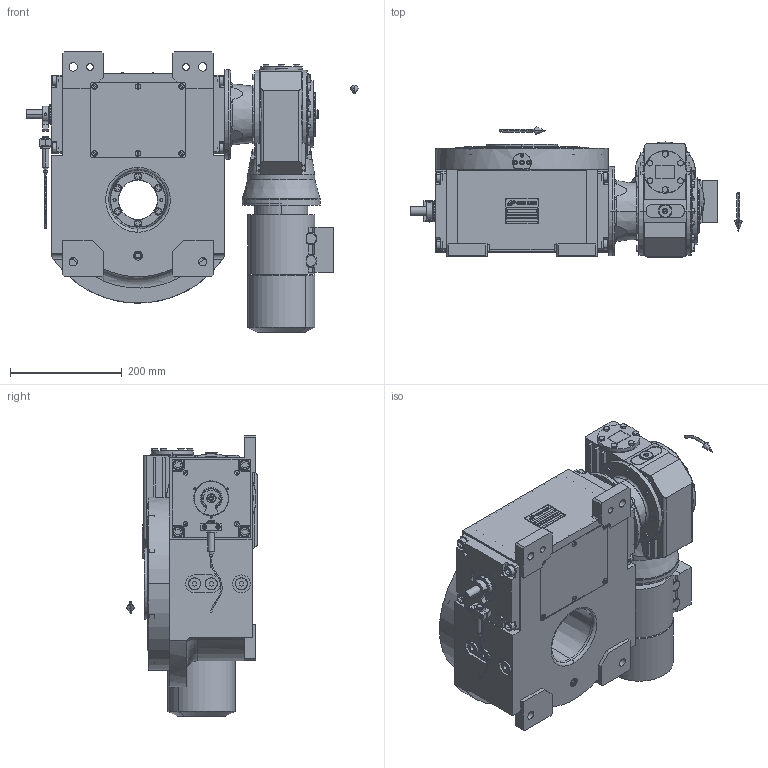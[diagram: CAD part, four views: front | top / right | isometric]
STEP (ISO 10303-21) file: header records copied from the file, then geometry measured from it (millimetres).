
FILE_DESCRIPTION (( 'STEP AP203' ), '1' );
FILE_NAME ('PC5201960.step', '2026-03-20T14:29:42', ( '' ), ( '' ), 'SwSTEP 2.0', 'SolidWorks 2020', '' );
FILE_SCHEMA (( 'CONFIG_CONTROL_DESIGN' ));
Length unit declared in the file: millimetre
Products named in the file (90): cfn2003_01_054; CFN2356_03_053.stp; olio_agip_blasia_150; cfn2000_01_126; cfn2205_01_015; cfn2155_01_095; BM63B5; rig09_004; CFN2203_02_002.stp; rig09_016; cfn2000_01_081; rig09_017; CFN2155_01_195.stp; cfn2151_01_167; cfn2151_01_170; cfn2400_04_003; cfn2115_01_006; CFN2223_02_003.stp; AS_900_38_30_003; cfn2401_01_003; AS_rig09_004; cfn2010_01_015.prt; AS_rig09_016; cfn2276_01_056; cfn2476_01_002_60x46; 900_38_30_003; cfn2000_01_099; CFN2010_01_020.stp; rig09_003_8; AS_rig09_071_8_m; freccia_angolare; cfn2070_05_009; CBF70_F3_LCB_DX_63B5; CFN2000_01_185.stp; rig09_001_a; RIG09_021_AF0.stp; AS_rig09_017; RIG09_005_AF0.stp; RIG09_005_ASM.stp; cfn2000_01_161 ...
Assembly tree (79 placements, depth 5):
  CFN2356_03_053.stp
  olio_agip_blasia_150
  cfn2205_01_015
  CFN2203_02_002.stp
  cfn2151_01_167
Bounding box: 594.5 x 233 x 501.99 mm (x, y, z)
Volume: 11703985.1 mm3; surface area: 1751689.8 mm2
Topology: 69 solids, 83 shells, 3568 faces, 8853 edges, 5646 vertices
Faces by surface type: plane 1707, cylinder 1104, cone 544, torus 205, bspline 4, sphere 4
Entity records: 126406 total; most frequent: CARTESIAN_POINT 33061, DIRECTION 17789, ORIENTED_EDGE 17240, EDGE_CURVE 8622, AXIS2_PLACEMENT_3D 6528, VERTEX_POINT 5558, LINE 4733, VECTOR 4733
